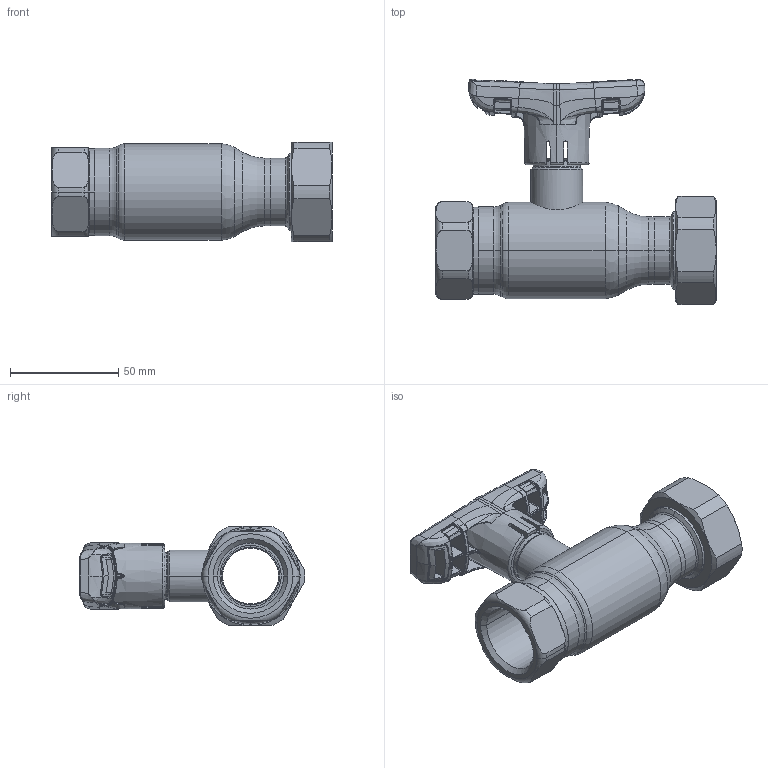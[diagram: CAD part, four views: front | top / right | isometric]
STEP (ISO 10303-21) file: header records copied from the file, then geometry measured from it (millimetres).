
FILE_DESCRIPTION (( 'STEP AP214' ), '1' );
FILE_NAME ('2025002200-0400.step', '2024-01-11T11:26:09', ( '' ), ( '' ), 'SwSTEP 2.0', 'SolidWorks 2021', '' );
FILE_SCHEMA (( 'AUTOMOTIVE_DESIGN' ));
Length unit declared in the file: millimetre
Products named in the file (1): 2025002200-0400
Bounding box: 129.72 x 104.06 x 46 mm (x, y, z)
Surface area: 42564.4 mm2 (no closed solid volume)
Topology: 0 solids, 9 shells, 659 faces, 1934 edges, 1214 vertices
Faces by surface type: bspline 476, cylinder 59, plane 58, torus 30, cone 28, sphere 8
Entity records: 56900 total; most frequent: CARTESIAN_POINT 36634, ORIENTED_EDGE 3371, EDGE_CURVE 1924, DIRECTION 1417, B_SPLINE_CURVE_WITH_KNOTS 1301, VERTEX_POINT 1211, EDGE_LOOP 668, UNCERTAINTY_MEASURE_WITH_UNIT 658
